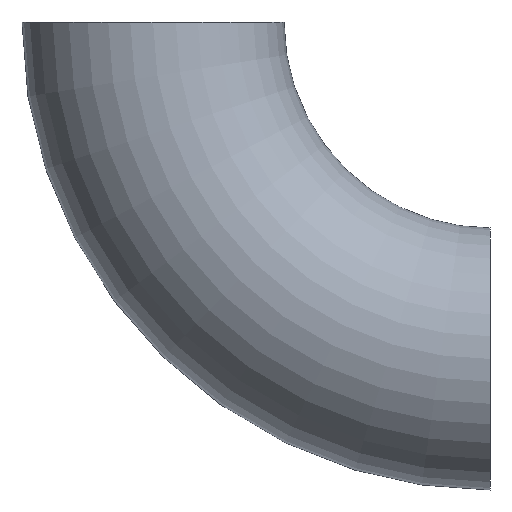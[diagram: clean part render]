
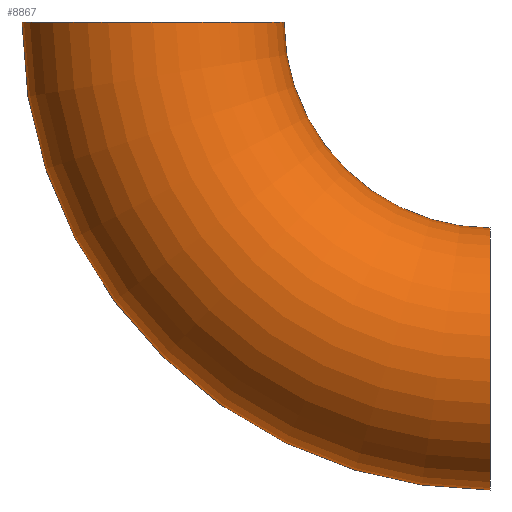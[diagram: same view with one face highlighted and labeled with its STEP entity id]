
A CAD part, left-side view. The second image highlights one B-rep face of the part: STEP entity #8867.
In plain terms, the highlighted toroidal (fillet/blend) face has major radius 45 mm and minor radius 17.5 mm.
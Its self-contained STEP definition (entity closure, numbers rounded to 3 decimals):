
#455 = DIRECTION ( 'NONE',  ( 0., -1., 0. ) ) ;
#480 = VERTEX_POINT ( 'NONE', #9471 ) ;
#933 = TOROIDAL_SURFACE ( 'NONE', #10595, 45., 17.5 ) ;
#1443 = CARTESIAN_POINT ( 'NONE',  ( 0., 0., -45. ) ) ;
#1762 = AXIS2_PLACEMENT_3D ( 'NONE', #1443, #8885, #3915 ) ;
#3246 = CIRCLE ( 'NONE', #1762, 17.5 ) ;
#3651 = EDGE_LOOP ( 'NONE', ( #10755 ) ) ;
#3849 = DIRECTION ( 'NONE',  ( 0., 0., 1. ) ) ;
#3915 = DIRECTION ( 'NONE',  ( 0., 0., 1. ) ) ;
#4393 = DIRECTION ( 'NONE',  ( 0., 0., 1. ) ) ;
#4853 = CIRCLE ( 'NONE', #8064, 17.5 ) ;
#5111 = EDGE_CURVE ( 'NONE', #5985, #5985, #4853, .T. ) ;
#5985 = VERTEX_POINT ( 'NONE', #6211 ) ;
#6211 = CARTESIAN_POINT ( 'NONE',  ( 0., 27.5, 0. ) ) ;
#6283 = EDGE_CURVE ( 'NONE', #480, #480, #3246, .T. ) ;
#7947 = ORIENTED_EDGE ( 'NONE', *, *, #5111, .F. ) ;
#8064 = AXIS2_PLACEMENT_3D ( 'NONE', #8123, #3849, #455 ) ;
#8123 = CARTESIAN_POINT ( 'NONE',  ( 0., 45., 0. ) ) ;
#8443 = CARTESIAN_POINT ( 'NONE',  ( 0., 0., 0. ) ) ;
#8513 = FACE_OUTER_BOUND ( 'NONE', #10338, .T. ) ;
#8553 = DIRECTION ( 'NONE',  ( -1., 0., 0. ) ) ;
#8867 = ADVANCED_FACE ( 'NONE', ( #8513, #10570 ), #933, .T. ) ;
#8885 = DIRECTION ( 'NONE',  ( 0., 1., 0. ) ) ;
#9471 = CARTESIAN_POINT ( 'NONE',  ( 0., 0., -27.5 ) ) ;
#10338 = EDGE_LOOP ( 'NONE', ( #7947 ) ) ;
#10570 = FACE_OUTER_BOUND ( 'NONE', #3651, .T. ) ;
#10595 = AXIS2_PLACEMENT_3D ( 'NONE', #8443, #8553, #4393 ) ;
#10755 = ORIENTED_EDGE ( 'NONE', *, *, #6283, .T. ) ;
